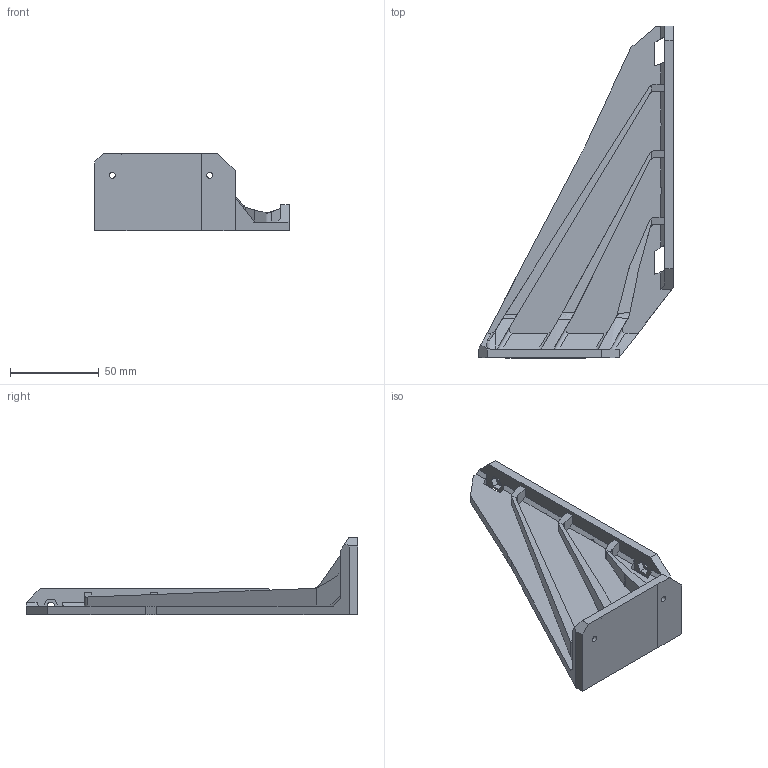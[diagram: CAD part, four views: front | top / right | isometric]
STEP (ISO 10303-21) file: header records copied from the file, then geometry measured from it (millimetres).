
FILE_DESCRIPTION(('FreeCAD Model'),'2;1');
FILE_NAME('psu-bracket.step', '2020-05-02T11:20:28',('Author'),(''), 'Open CASCADE STEP processor 7.3','FreeCAD','Unknown');
FILE_SCHEMA(('AUTOMOTIVE_DESIGN { 1 0 10303 214 1 1 1 1 }'));
Length unit declared in the file: millimetre
Products named in the file (1): psu-bracket-plaint
Bounding box: 110 x 187.5 x 43.89 mm (x, y, z)
Volume: 98409.9 mm3; surface area: 40772.8 mm2
Topology: 1 solids, 1 shells, 117 faces, 389 edges, 276 vertices
Faces by surface type: plane 82, cylinder 21, bspline 14
Full cylindrical faces by diameter (mm): 3.3 x2, 4.25 x2
Entity records: 12815 total; most frequent: CARTESIAN_POINT 5505, DIRECTION 1251, ORIENTED_EDGE 778, PCURVE 778, DEFINITIONAL_REPRESENTATION 778, LINE 761, VECTOR 761, EDGE_CURVE 389
